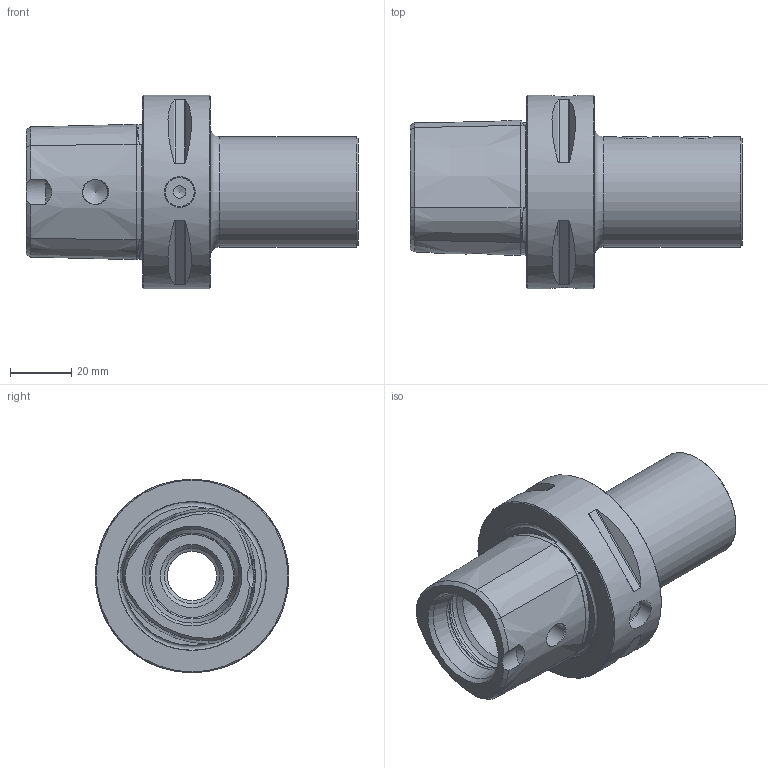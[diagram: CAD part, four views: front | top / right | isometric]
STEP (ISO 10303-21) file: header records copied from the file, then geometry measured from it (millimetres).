
FILE_DESCRIPTION (( 'STEP AP214' ), '1' );
FILE_NAME ('PS6.K16.K01.070.STEP', '2022-10-05T13:00:11', ( '' ), ( '' ), 'SwSTEP 2.0', 'SolidWorks 2017', '' );
FILE_SCHEMA (( 'AUTOMOTIVE_DESIGN' ));
Length unit declared in the file: millimetre
Products named in the file (3): K16-ER1.010.010_A_PreviewCfg; PS6.K16.K01.070; PS6-K16.K01.070_A
Assembly tree (3 placements, depth 2):
  PS6.K16.K01.070
    PS6-K16.K01.070_A
    K16-ER1.010.010_A_PreviewCfg  x2
Bounding box: 108 x 63 x 63 mm (x, y, z)
Volume: 132867.2 mm3; surface area: 29184.3 mm2
Topology: 3 solids, 3 shells, 140 faces, 325 edges, 197 vertices
Faces by surface type: plane 49, cone 49, cylinder 26, torus 16
Full cylindrical faces by diameter (mm): 5 x2, 8.1 x2, 9 x2, 10 x4, 16 x1, 18 x1, 28 x2, 32 x1, 36 x1, 63 x1
Entity records: 4108 total; most frequent: CARTESIAN_POINT 1552, DIRECTION 500, ORIENTED_EDGE 444, EDGE_CURVE 222, AXIS2_PLACEMENT_3D 220, EDGE_LOOP 176, VERTEX_POINT 156, FACE_OUTER_BOUND 141
